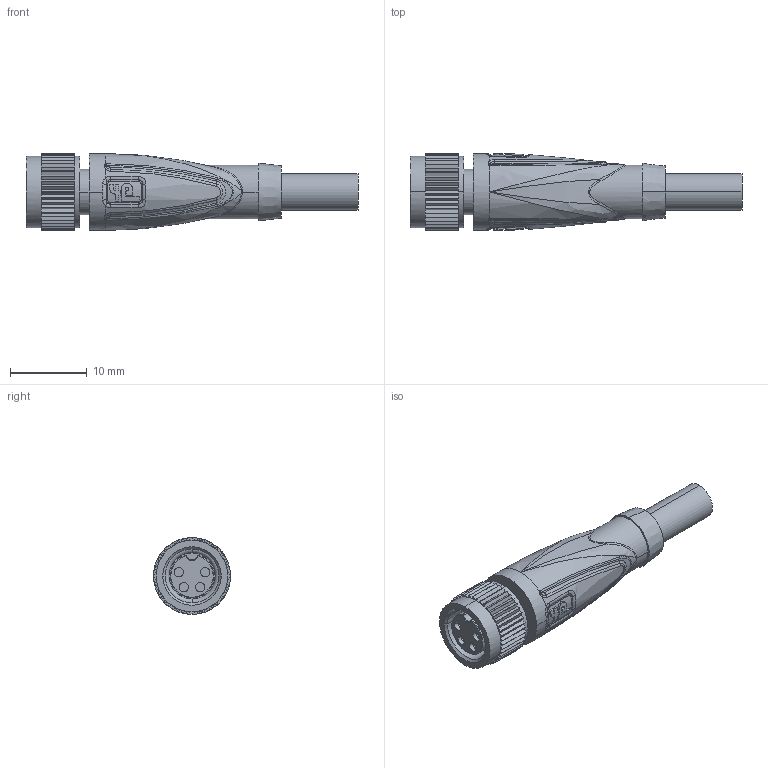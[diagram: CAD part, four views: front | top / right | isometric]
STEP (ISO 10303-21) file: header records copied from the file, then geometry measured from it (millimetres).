
FILE_DESCRIPTION((''),'2;1');
FILE_NAME('DM_CAD-1931','2014-01-13T',('creinig-se'),(''),'PRO/ENGINEER BY PARAMETRIC TECHNOLOGY CORPORATION, 2013050','PRO/ENGINEER BY PARAMETRIC TECHNOLOGY CORPORATION, 2013050','');
FILE_SCHEMA(('CONFIG_CONTROL_DESIGN'));
Length unit declared in the file: millimetre
Products named in the file (1): DM_CAD-1931
Bounding box: 43.2 x 10 x 10 mm (x, y, z)
Volume: 2028.5 mm3; surface area: 1801.3 mm2
Topology: 1 solids, 1 shells, 466 faces, 1099 edges, 646 vertices
Faces by surface type: plane 241, bspline 110, cylinder 95, torus 14, cone 4, sphere 2
Entity records: 24543 total; most frequent: CARTESIAN_POINT 9515, ORIENTED_EDGE 2198, DIRECTION 2020, EDGE_CURVE 1099, AXIS2_PLACEMENT_3D 797, FILL_AREA_STYLE_COLOUR 785, FILL_AREA_STYLE 785, SURFACE_STYLE_FILL_AREA 785
